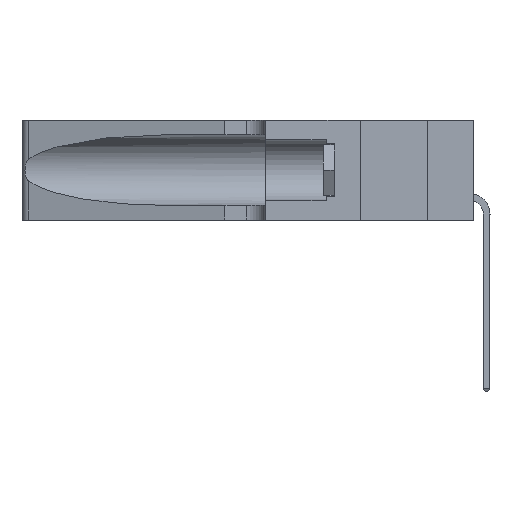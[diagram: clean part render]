
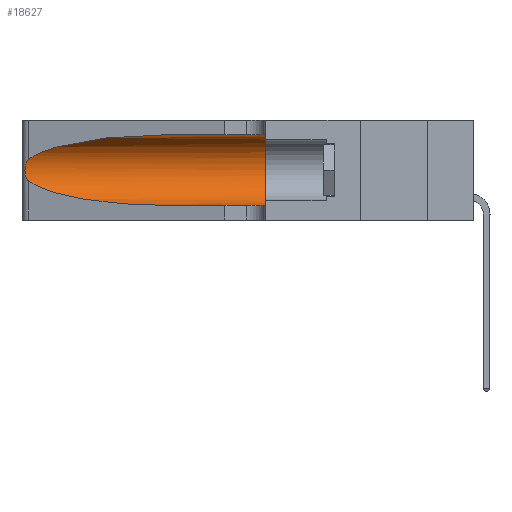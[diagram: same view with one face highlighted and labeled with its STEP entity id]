
A CAD part, left-side view. The second image highlights one B-rep face of the part: STEP entity #18627.
In plain terms, the highlighted cylindrical face has radius 3.308 mm (diameter 6.617 mm), a partial arc.
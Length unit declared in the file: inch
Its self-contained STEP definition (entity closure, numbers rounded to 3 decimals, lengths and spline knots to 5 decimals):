
#429 =( BOUNDED_CURVE ( )  B_SPLINE_CURVE ( 3, ( #21374, #14017, #2838, #19603 ),
 .UNSPECIFIED., .F., .F. ) 
 B_SPLINE_CURVE_WITH_KNOTS ( ( 4, 4 ),
 ( 3.44316, 4.71239 ),
 .UNSPECIFIED. ) 
 CURVE ( )  GEOMETRIC_REPRESENTATION_ITEM ( )  RATIONAL_B_SPLINE_CURVE ( ( 1., 0.87, 0.87, 1. ) ) 
 REPRESENTATION_ITEM ( '' )  );
#448 = CARTESIAN_POINT ( 'NONE',  ( 0.18966, 0.96281, 0.31525 ) ) ;
#827 = CIRCLE ( 'NONE', #4836, 0.13025 ) ;
#1155 = FACE_OUTER_BOUND ( 'NONE', #18221, .T. ) ;
#1416 = CARTESIAN_POINT ( 'NONE',  ( 0.26075, 1.23896, 0.19203 ) ) ;
#1520 = LINE ( 'NONE', #16798, #11731 ) ;
#1938 = DIRECTION ( 'NONE',  ( 0., -1., 0. ) ) ;
#2648 = CARTESIAN_POINT ( 'NONE',  ( 0.1305, 1.61858, 0.05475 ) ) ;
#2730 = DIRECTION ( 'NONE',  ( 0., -1., 0. ) ) ;
#2782 = VERTEX_POINT ( 'NONE', #14881 ) ;
#2838 = CARTESIAN_POINT ( 'NONE',  ( 0.18966, 0.96281, 0.05475 ) ) ;
#2960 = B_SPLINE_CURVE_WITH_KNOTS ( 'NONE', 3,
 ( #19960, #22134, #5067, #23764, #18185, #21969, #1416, #21887, #12807, #12648, #5302, #3507, #5223, #16337 ),
 .UNSPECIFIED., .F., .F.,
 ( 4, 2, 2, 2, 2, 2, 4 ),
 ( 0., 0.00027, 0.00053, 0.00107, 0.0016, 0.00187, 0.00214 ),
 .UNSPECIFIED. ) ;
#3123 = CARTESIAN_POINT ( 'NONE',  ( 0.1305, 0.35, 0.31525 ) ) ;
#3507 = CARTESIAN_POINT ( 'NONE',  ( 0.25639, 1.23186, 0.15144 ) ) ;
#3840 = CARTESIAN_POINT ( 'NONE',  ( 0.25487, 1.22718, 0.22369 ) ) ;
#4181 = VERTEX_POINT ( 'NONE', #3840 ) ;
#4836 = AXIS2_PLACEMENT_3D ( 'NONE', #7139, #21833, #10788 ) ;
#5067 = CARTESIAN_POINT ( 'NONE',  ( 0.25639, 1.23184, 0.21858 ) ) ;
#5223 = CARTESIAN_POINT ( 'NONE',  ( 0.25555, 1.22993, 0.14849 ) ) ;
#5302 = CARTESIAN_POINT ( 'NONE',  ( 0.25789, 1.23486, 0.15765 ) ) ;
#5815 = EDGE_CURVE ( 'NONE', #21853, #10033, #827, .T. ) ;
#6697 = CYLINDRICAL_SURFACE ( 'NONE', #14204, 0.13025 ) ;
#7139 = CARTESIAN_POINT ( 'NONE',  ( 0.1305, 0.35, 0.185 ) ) ;
#7224 = ORIENTED_EDGE ( 'NONE', *, *, #21384, .T. ) ;
#8655 = CARTESIAN_POINT ( 'NONE',  ( 0.1305, 1.61858, 0.185 ) ) ;
#9796 = CARTESIAN_POINT ( 'NONE',  ( 0.2373, 1.15595, 0.28018 ) ) ;
#10033 = VERTEX_POINT ( 'NONE', #21252 ) ;
#10673 = DIRECTION ( 'NONE',  ( 0., 0., -1. ) ) ;
#10788 = DIRECTION ( 'NONE',  ( 0., 0., 1. ) ) ;
#11731 = VECTOR ( 'NONE', #1938, 39.37008 ) ;
#12648 = CARTESIAN_POINT ( 'NONE',  ( 0.25856, 1.23593, 0.16098 ) ) ;
#12807 = CARTESIAN_POINT ( 'NONE',  ( 0.26017, 1.23833, 0.17102 ) ) ;
#13052 = EDGE_CURVE ( 'NONE', #4181, #2782, #2960, .T. ) ;
#13422 = EDGE_CURVE ( 'NONE', #15149, #21853, #1520, .T. ) ;
#14017 = CARTESIAN_POINT ( 'NONE',  ( 0.2373, 1.15595, 0.08982 ) ) ;
#14204 = AXIS2_PLACEMENT_3D ( 'NONE', #8655, #17955, #10673 ) ;
#14585 = VECTOR ( 'NONE', #2730, 39.37008 ) ;
#14881 = CARTESIAN_POINT ( 'NONE',  ( 0.25487, 1.22718, 0.14631 ) ) ;
#15149 = VERTEX_POINT ( 'NONE', #17003 ) ;
#15222 = EDGE_CURVE ( 'NONE', #15149, #4181, #18488, .T. ) ;
#15318 = ORIENTED_EDGE ( 'NONE', *, *, #15222, .T. ) ;
#16337 = CARTESIAN_POINT ( 'NONE',  ( 0.25487, 1.22718, 0.14631 ) ) ;
#16798 = CARTESIAN_POINT ( 'NONE',  ( 0.1305, 1.61858, 0.31525 ) ) ;
#17003 = CARTESIAN_POINT ( 'NONE',  ( 0.1305, 0.72297, 0.31525 ) ) ;
#17955 = DIRECTION ( 'NONE',  ( 0., -1., 0. ) ) ;
#18185 = CARTESIAN_POINT ( 'NONE',  ( 0.25854, 1.2359, 0.20912 ) ) ;
#18221 = EDGE_LOOP ( 'NONE', ( #15318, #20032, #7224, #19265, #20597, #19313 ) ) ;
#18488 =( BOUNDED_CURVE ( )  B_SPLINE_CURVE ( 3, ( #22717, #448, #9796, #22809 ),
 .UNSPECIFIED., .F., .F. ) 
 B_SPLINE_CURVE_WITH_KNOTS ( ( 4, 4 ),
 ( 1.5708, 2.84003 ),
 .UNSPECIFIED. ) 
 CURVE ( )  GEOMETRIC_REPRESENTATION_ITEM ( )  RATIONAL_B_SPLINE_CURVE ( ( 1., 0.87, 0.87, 1. ) ) 
 REPRESENTATION_ITEM ( '' )  );
#18514 = VERTEX_POINT ( 'NONE', #23202 ) ;
#18558 = EDGE_CURVE ( 'NONE', #18514, #10033, #19210, .T. ) ;
#18627 = ADVANCED_FACE ( 'NONE', ( #1155 ), #6697, .F. ) ;
#19210 = LINE ( 'NONE', #2648, #14585 ) ;
#19265 = ORIENTED_EDGE ( 'NONE', *, *, #18558, .T. ) ;
#19313 = ORIENTED_EDGE ( 'NONE', *, *, #13422, .F. ) ;
#19603 = CARTESIAN_POINT ( 'NONE',  ( 0.1305, 0.72297, 0.05475 ) ) ;
#19960 = CARTESIAN_POINT ( 'NONE',  ( 0.25487, 1.22718, 0.22369 ) ) ;
#20032 = ORIENTED_EDGE ( 'NONE', *, *, #13052, .T. ) ;
#20597 = ORIENTED_EDGE ( 'NONE', *, *, #5815, .F. ) ;
#21252 = CARTESIAN_POINT ( 'NONE',  ( 0.1305, 0.35, 0.05475 ) ) ;
#21374 = CARTESIAN_POINT ( 'NONE',  ( 0.25487, 1.22718, 0.14631 ) ) ;
#21384 = EDGE_CURVE ( 'NONE', #2782, #18514, #429, .T. ) ;
#21833 = DIRECTION ( 'NONE',  ( 0., 1., 0. ) ) ;
#21853 = VERTEX_POINT ( 'NONE', #3123 ) ;
#21887 = CARTESIAN_POINT ( 'NONE',  ( 0.26075, 1.23896, 0.178 ) ) ;
#21969 = CARTESIAN_POINT ( 'NONE',  ( 0.26018, 1.23835, 0.19895 ) ) ;
#22134 = CARTESIAN_POINT ( 'NONE',  ( 0.25555, 1.22994, 0.2215 ) ) ;
#22717 = CARTESIAN_POINT ( 'NONE',  ( 0.1305, 0.72297, 0.31525 ) ) ;
#22809 = CARTESIAN_POINT ( 'NONE',  ( 0.25487, 1.22718, 0.22369 ) ) ;
#23202 = CARTESIAN_POINT ( 'NONE',  ( 0.1305, 0.72297, 0.05475 ) ) ;
#23764 = CARTESIAN_POINT ( 'NONE',  ( 0.25787, 1.23484, 0.2124 ) ) ;
